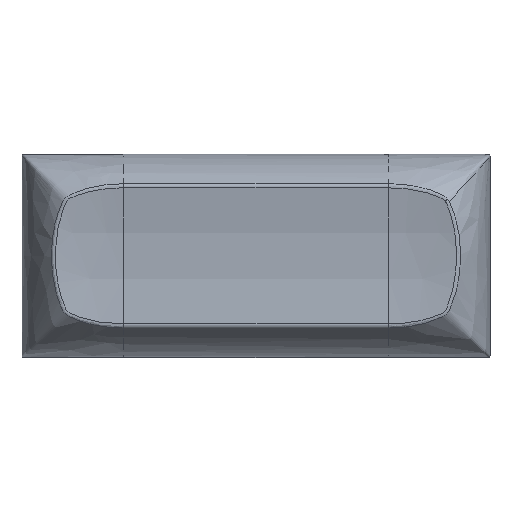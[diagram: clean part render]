
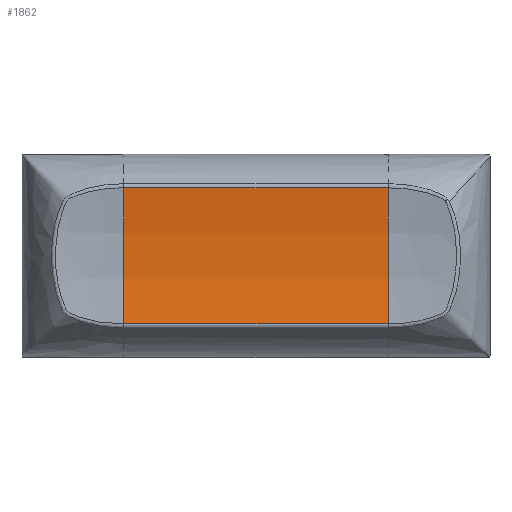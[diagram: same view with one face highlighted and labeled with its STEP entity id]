
A CAD part, top view. The second image highlights one B-rep face of the part: STEP entity #1862.
In plain terms, the highlighted cylindrical face has radius 38.75 mm (diameter 77.5 mm), a partial arc.
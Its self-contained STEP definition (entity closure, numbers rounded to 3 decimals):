
#54=CYLINDRICAL_SURFACE('',#1996,38.75);
#75=CIRCLE('',#1991,38.75);
#79=CIRCLE('',#1997,38.75);
#176=FACE_OUTER_BOUND('',#287,.T.);
#287=EDGE_LOOP('',(#1587,#1588,#1589,#1590));
#506=LINE('',#3505,#725);
#507=LINE('',#3509,#726);
#725=VECTOR('',#2420,10.);
#726=VECTOR('',#2425,10.);
#873=VERTEX_POINT('',#2901);
#874=VERTEX_POINT('',#2902);
#885=VERTEX_POINT('',#3503);
#886=VERTEX_POINT('',#3507);
#1110=EDGE_CURVE('',#873,#874,#75,.T.);
#1127=EDGE_CURVE('',#885,#874,#506,.T.);
#1128=EDGE_CURVE('',#885,#886,#79,.T.);
#1129=EDGE_CURVE('',#886,#873,#507,.T.);
#1587=ORIENTED_EDGE('',*,*,#1128,.F.);
#1588=ORIENTED_EDGE('',*,*,#1127,.T.);
#1589=ORIENTED_EDGE('',*,*,#1110,.F.);
#1590=ORIENTED_EDGE('',*,*,#1129,.F.);
#1862=ADVANCED_FACE('',(#176),#54,.F.);
#1991=AXIS2_PLACEMENT_3D('',#2903,#2406,#2407);
#1996=AXIS2_PLACEMENT_3D('',#3506,#2421,#2422);
#1997=AXIS2_PLACEMENT_3D('',#3508,#2423,#2424);
#2406=DIRECTION('center_axis',(1.,0.,0.));
#2407=DIRECTION('ref_axis',(0.,0.,1.));
#2420=DIRECTION('',(-1.,0.,0.));
#2421=DIRECTION('center_axis',(-1.,0.,0.));
#2422=DIRECTION('ref_axis',(0.,0.,1.));
#2423=DIRECTION('center_axis',(-1.,0.,0.));
#2424=DIRECTION('ref_axis',(0.,0.,1.));
#2425=DIRECTION('',(-1.,0.,0.));
#2901=CARTESIAN_POINT('',(-11.875,7.733,6.099));
#2902=CARTESIAN_POINT('',(-11.875,7.733,-6.099));
#2903=CARTESIAN_POINT('Origin',(-11.875,46.,0.));
#3503=CARTESIAN_POINT('',(11.875,7.733,-6.099));
#3505=CARTESIAN_POINT('',(11.875,7.733,-6.099));
#3506=CARTESIAN_POINT('Origin',(11.875,46.,0.));
#3507=CARTESIAN_POINT('',(11.875,7.733,6.099));
#3508=CARTESIAN_POINT('Origin',(11.875,46.,0.));
#3509=CARTESIAN_POINT('',(11.875,7.733,6.099));
